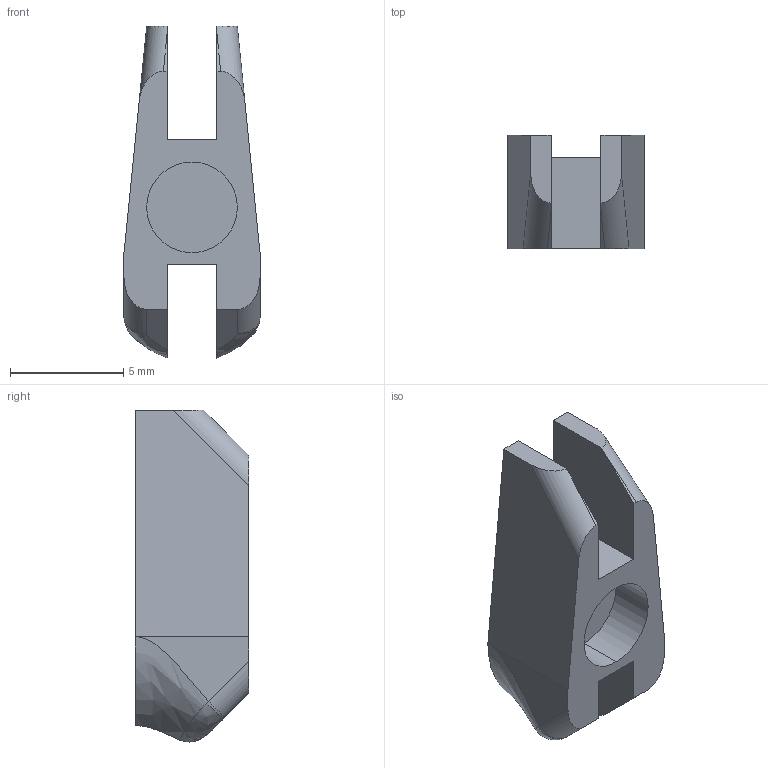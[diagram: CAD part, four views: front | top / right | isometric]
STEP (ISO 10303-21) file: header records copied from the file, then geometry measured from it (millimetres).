
FILE_DESCRIPTION (( 'STEP AP214' ), '1' );
FILE_NAME ('Êðåïëåíèå ðóëÿ.STEP', '2020-01-23T12:53:38', ( '' ), ( '' ), 'SwSTEP 2.0', 'SolidWorks 2014', '' );
FILE_SCHEMA (( 'AUTOMOTIVE_DESIGN' ));
Length unit declared in the file: millimetre
Products named in the file (1): Êðåïëåíèå ðóëÿ
Bounding box: 6 x 5 x 14.65 mm (x, y, z)
Volume: 221.6 mm3; surface area: 387.3 mm2
Topology: 1 solids, 1 shells, 31 faces, 80 edges, 50 vertices
Faces by surface type: plane 19, cylinder 6, bspline 6
Entity records: 1433 total; most frequent: CARTESIAN_POINT 735, ORIENTED_EDGE 156, DIRECTION 108, EDGE_CURVE 78, VERTEX_POINT 50, VECTOR 48, LINE 48, EDGE_LOOP 32
